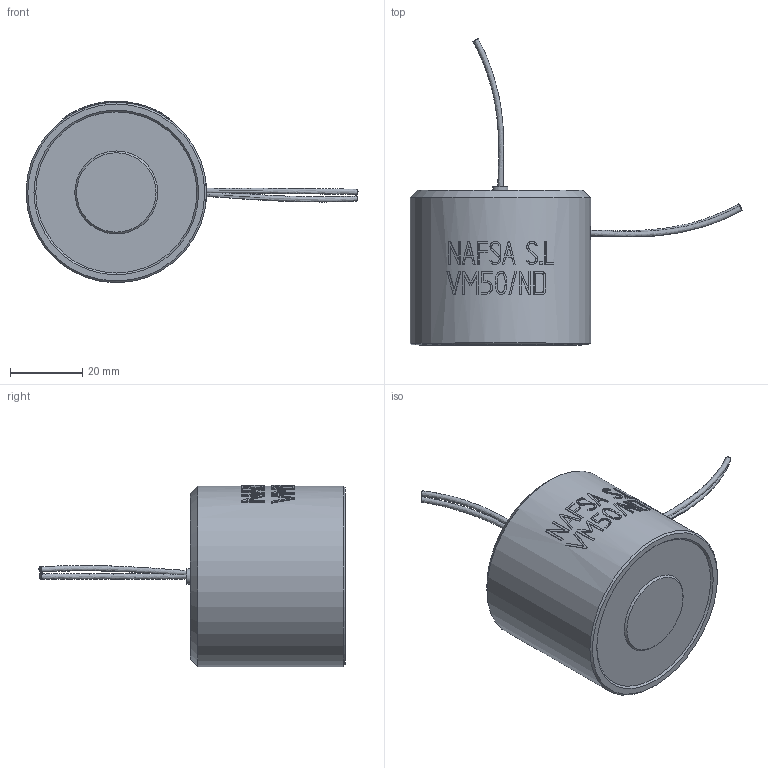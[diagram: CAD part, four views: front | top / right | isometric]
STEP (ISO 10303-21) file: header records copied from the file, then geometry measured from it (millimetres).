
FILE_DESCRIPTION( ( 'Unknown' ), '1' );
FILE_NAME( 'VM_ND_50_S.stp', 'Unknown', ( 'Unknown' ), ( 'Unknown' ), 'PSStep 11.0', 'Unknown', ' ' );
FILE_SCHEMA( ( 'AUTOMOTIVE_DESIGN { 1 0 10303 214 1 1 1 1 }' ) );
Length unit declared in the file: millimetre
Products named in the file (7): Cto cables_VM50-VM100; Assem1; manguera; Cable rojo_VM50_100; Cable negro_VM50_100; Carcasa VM_ND_50_S; C_VEM25
Bounding box: 91.91 x 84.72 x 50.25 mm (x, y, z)
Volume: 166713.1 mm3; surface area: 22685.5 mm2
Topology: 13 solids, 13 shells, 347 faces, 821 edges, 548 vertices
Faces by surface type: plane 176, bspline 106, cylinder 57, cone 8
Full cylindrical faces by diameter (mm): 0.854 x6, 1.5 x3, 4.134 x2, 4.25 x2, 4.3 x2, 50 x2
Entity records: 9236 total; most frequent: CARTESIAN_POINT 4852, ORIENTED_EDGE 752, EDGE_CURVE 376, B_SPLINE_CURVE_WITH_KNOTS 353, DIRECTION 288, VERTEX_POINT 260, EDGE_LOOP 206, FACE_OUTER_BOUND 177
